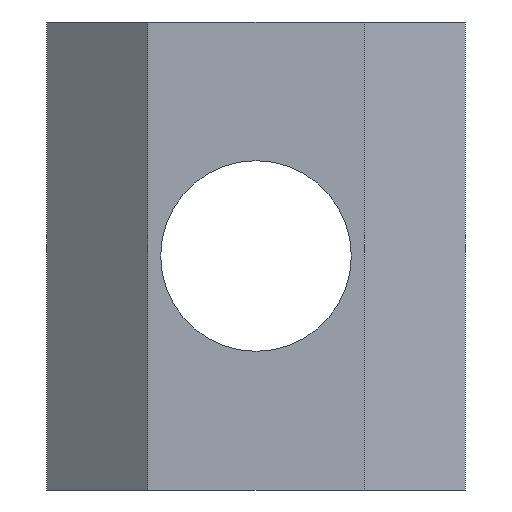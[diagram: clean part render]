
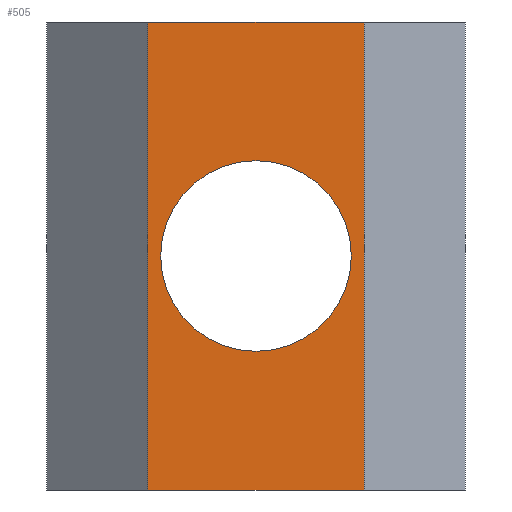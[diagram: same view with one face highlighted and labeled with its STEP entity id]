
A CAD part, front view. The second image highlights one B-rep face of the part: STEP entity #505.
In plain terms, the highlighted planar face has unit normal (0, -1, 0).
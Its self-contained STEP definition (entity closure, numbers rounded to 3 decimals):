
#1 = LINE ( 'NONE', #333, #15 ) ;
#11 = CARTESIAN_POINT ( 'NONE',  ( 3.75, -2.5, 8.1 ) ) ;
#15 = VECTOR ( 'NONE', #320, 1000. ) ;
#22 = CARTESIAN_POINT ( 'NONE',  ( 3.75, -2.5, 8.1 ) ) ;
#24 = VERTEX_POINT ( 'NONE', #32 ) ;
#27 = VERTEX_POINT ( 'NONE', #45 ) ;
#32 = CARTESIAN_POINT ( 'NONE',  ( 3.3, -2.5, 0. ) ) ;
#36 = VERTEX_POINT ( 'NONE', #531 ) ;
#39 = DIRECTION ( 'NONE',  ( 0., 0., -1. ) ) ;
#40 = CARTESIAN_POINT ( 'NONE',  ( -3.75, -2.5, 8.1 ) ) ;
#45 = CARTESIAN_POINT ( 'NONE',  ( 3.75, -2.5, -8.1 ) ) ;
#66 = AXIS2_PLACEMENT_3D ( 'NONE', #306, #313, #316 ) ;
#70 = CARTESIAN_POINT ( 'NONE',  ( 0., -2.5, 0. ) ) ;
#78 = ORIENTED_EDGE ( 'NONE', *, *, #147, .F. ) ;
#96 = CIRCLE ( 'NONE', #251, 3.3 ) ;
#109 = CARTESIAN_POINT ( 'NONE',  ( 3.75, -2.5, 8.1 ) ) ;
#112 = DIRECTION ( 'NONE',  ( 1., 0., 0. ) ) ;
#122 = DIRECTION ( 'NONE',  ( 0., 0., -1. ) ) ;
#136 = CARTESIAN_POINT ( 'NONE',  ( -3.3, -2.5, 0. ) ) ;
#147 = EDGE_CURVE ( 'NONE', #24, #473, #243, .T. ) ;
#159 = PLANE ( 'NONE',  #416 ) ;
#162 = EDGE_CURVE ( 'NONE', #27, #406, #1, .T. ) ;
#174 = FACE_OUTER_BOUND ( 'NONE', #235, .T. ) ;
#208 = DIRECTION ( 'NONE',  ( 0., -1., 0. ) ) ;
#211 = LINE ( 'NONE', #40, #229 ) ;
#220 = CARTESIAN_POINT ( 'NONE',  ( -3.75, -2.5, -8.1 ) ) ;
#229 = VECTOR ( 'NONE', #39, 1000. ) ;
#235 = EDGE_LOOP ( 'NONE', ( #254, #293, #537, #400 ) ) ;
#240 = VECTOR ( 'NONE', #122, 1000. ) ;
#243 = CIRCLE ( 'NONE', #66, 3.3 ) ;
#251 = AXIS2_PLACEMENT_3D ( 'NONE', #70, #373, #112 ) ;
#254 = ORIENTED_EDGE ( 'NONE', *, *, #162, .F. ) ;
#280 = DIRECTION ( 'NONE',  ( -1., 0., 0. ) ) ;
#293 = ORIENTED_EDGE ( 'NONE', *, *, #319, .F. ) ;
#305 = EDGE_CURVE ( 'NONE', #463, #406, #211, .T. ) ;
#306 = CARTESIAN_POINT ( 'NONE',  ( 0., -2.5, 0. ) ) ;
#313 = DIRECTION ( 'NONE',  ( 0., -1., 0. ) ) ;
#316 = DIRECTION ( 'NONE',  ( 1., 0., 0. ) ) ;
#318 = EDGE_LOOP ( 'NONE', ( #78, #355 ) ) ;
#319 = EDGE_CURVE ( 'NONE', #36, #27, #447, .T. ) ;
#320 = DIRECTION ( 'NONE',  ( -1., 0., 0. ) ) ;
#333 = CARTESIAN_POINT ( 'NONE',  ( 3.75, -2.5, -8.1 ) ) ;
#335 = VECTOR ( 'NONE', #280, 1000. ) ;
#353 = CARTESIAN_POINT ( 'NONE',  ( -3.75, -2.5, 8.1 ) ) ;
#355 = ORIENTED_EDGE ( 'NONE', *, *, #509, .F. ) ;
#366 = LINE ( 'NONE', #11, #335 ) ;
#373 = DIRECTION ( 'NONE',  ( 0., -1., 0. ) ) ;
#400 = ORIENTED_EDGE ( 'NONE', *, *, #305, .T. ) ;
#406 = VERTEX_POINT ( 'NONE', #220 ) ;
#408 = FACE_BOUND ( 'NONE', #318, .T. ) ;
#416 = AXIS2_PLACEMENT_3D ( 'NONE', #109, #208, #492 ) ;
#447 = LINE ( 'NONE', #22, #240 ) ;
#463 = VERTEX_POINT ( 'NONE', #353 ) ;
#473 = VERTEX_POINT ( 'NONE', #136 ) ;
#480 = EDGE_CURVE ( 'NONE', #36, #463, #366, .T. ) ;
#492 = DIRECTION ( 'NONE',  ( 1., 0., 0. ) ) ;
#505 = ADVANCED_FACE ( 'NONE', ( #408, #174 ), #159, .T. ) ;
#509 = EDGE_CURVE ( 'NONE', #473, #24, #96, .T. ) ;
#531 = CARTESIAN_POINT ( 'NONE',  ( 3.75, -2.5, 8.1 ) ) ;
#537 = ORIENTED_EDGE ( 'NONE', *, *, #480, .T. ) ;
